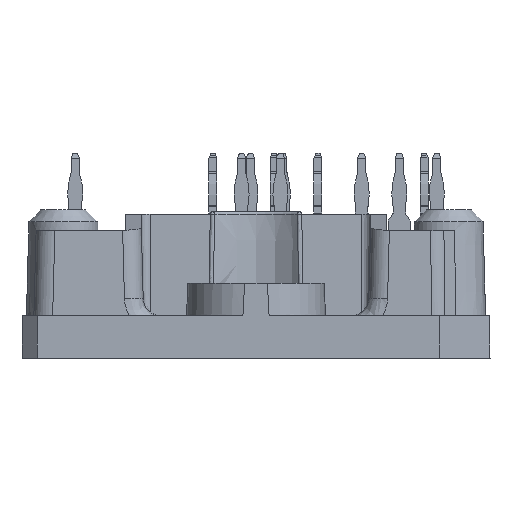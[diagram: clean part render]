
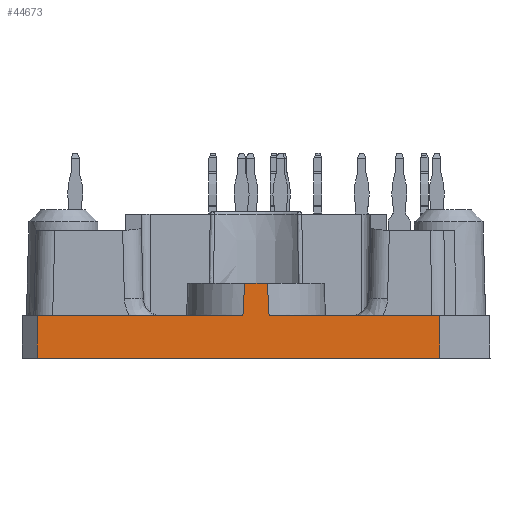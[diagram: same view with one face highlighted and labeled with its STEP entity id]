
A CAD part, left-side view. The second image highlights one B-rep face of the part: STEP entity #44673.
In plain terms, the highlighted planar face has unit normal (-1, 0, 0.018).
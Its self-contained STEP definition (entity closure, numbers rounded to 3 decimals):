
#2776=LINE('',#64134,#6036);
#3032=LINE('',#65229,#6292);
#3044=LINE('',#65248,#6304);
#3045=LINE('',#65250,#6305);
#3046=LINE('',#65251,#6306);
#3047=LINE('',#65258,#6307);
#6036=VECTOR('',#53815,1000.);
#6292=VECTOR('',#54693,1000.);
#6304=VECTOR('',#54717,1000.);
#6305=VECTOR('',#54718,1000.);
#6306=VECTOR('',#54719,1000.);
#6307=VECTOR('',#54720,1000.);
#8103=PLANE('',#47474);
#8584=B_SPLINE_CURVE_WITH_KNOTS('',3,(#65253,#65254,#65255,#65256),
 .UNSPECIFIED.,.F.,.F.,(4,4),(0.,0.003),.UNSPECIFIED.);
#8585=B_SPLINE_CURVE_WITH_KNOTS('',3,(#65260,#65261,#65262,#65263),
 .UNSPECIFIED.,.F.,.F.,(4,4),(0.,0.003),.UNSPECIFIED.);
#14106=ORIENTED_EDGE('',*,*,#21139,.T.);
#14107=ORIENTED_EDGE('',*,*,#20689,.F.);
#14108=ORIENTED_EDGE('',*,*,#21140,.F.);
#14109=ORIENTED_EDGE('',*,*,#21127,.F.);
#14110=ORIENTED_EDGE('',*,*,#21141,.T.);
#14111=ORIENTED_EDGE('',*,*,#21142,.T.);
#14112=ORIENTED_EDGE('',*,*,#21143,.F.);
#14113=ORIENTED_EDGE('',*,*,#21144,.F.);
#20689=EDGE_CURVE('',#24669,#24666,#2776,.T.);
#21127=EDGE_CURVE('',#24995,#24996,#3032,.T.);
#21139=EDGE_CURVE('',#24997,#24666,#3044,.T.);
#21140=EDGE_CURVE('',#24996,#24669,#3045,.T.);
#21141=EDGE_CURVE('',#24995,#24998,#3046,.T.);
#21142=EDGE_CURVE('',#24998,#24999,#8584,.T.);
#21143=EDGE_CURVE('',#25000,#24999,#3047,.T.);
#21144=EDGE_CURVE('',#24997,#25000,#8585,.T.);
#24666=VERTEX_POINT('',#64128);
#24669=VERTEX_POINT('',#64133);
#24995=VERTEX_POINT('',#65228);
#24996=VERTEX_POINT('',#65230);
#24997=VERTEX_POINT('',#65249);
#24998=VERTEX_POINT('',#65252);
#24999=VERTEX_POINT('',#65257);
#25000=VERTEX_POINT('',#65259);
#28078=EDGE_LOOP('',(#14106,#14107,#14108,#14109,#14110,#14111,#14112,#14113));
#30024=FACE_BOUND('',#28078,.T.);
#44673=ADVANCED_FACE('',(#30024),#8103,.T.);
#47474=AXIS2_PLACEMENT_3D('',#65247,#54715,#54716);
#53815=DIRECTION('',(0.017,-0.017,1.));
#54693=DIRECTION('',(-0.017,-0.007,-1.));
#54715=DIRECTION('',(-1.,0.,0.017));
#54716=DIRECTION('',(0.017,0.,1.));
#54717=DIRECTION('',(0.,1.,0.));
#54718=DIRECTION('',(0.,1.,0.));
#54719=DIRECTION('',(0.,1.,0.));
#54720=DIRECTION('',(0.,-1.,0.));
#64128=CARTESIAN_POINT('',(-40.941,17.43,3.4));
#64133=CARTESIAN_POINT('',(-41.,17.49,0.));
#64134=CARTESIAN_POINT('',(-40.995,17.484,0.305));
#65228=CARTESIAN_POINT('',(-40.941,-14.675,3.4));
#65229=CARTESIAN_POINT('',(-40.998,-14.699,0.134));
#65230=CARTESIAN_POINT('',(-41.,-14.7,0.));
#65247=CARTESIAN_POINT('',(-41.,0.,0.));
#65248=CARTESIAN_POINT('',(-40.941,0.,3.4));
#65249=CARTESIAN_POINT('',(-40.941,1.044,3.4));
#65250=CARTESIAN_POINT('',(-41.,0.,0.));
#65251=CARTESIAN_POINT('',(-40.941,0.,3.4));
#65252=CARTESIAN_POINT('',(-40.941,-1.044,3.4));
#65253=CARTESIAN_POINT('',(-40.941,-1.044,3.4));
#65254=CARTESIAN_POINT('',(-40.926,-1.003,4.267));
#65255=CARTESIAN_POINT('',(-40.91,-0.959,5.133));
#65256=CARTESIAN_POINT('',(-40.895,-0.913,6.));
#65257=CARTESIAN_POINT('',(-40.895,-0.913,6.));
#65258=CARTESIAN_POINT('',(-40.895,0.,6.));
#65259=CARTESIAN_POINT('',(-40.895,0.913,6.));
#65260=CARTESIAN_POINT('',(-40.941,1.044,3.4));
#65261=CARTESIAN_POINT('',(-40.926,1.003,4.267));
#65262=CARTESIAN_POINT('',(-40.91,0.959,5.133));
#65263=CARTESIAN_POINT('',(-40.895,0.913,6.));
